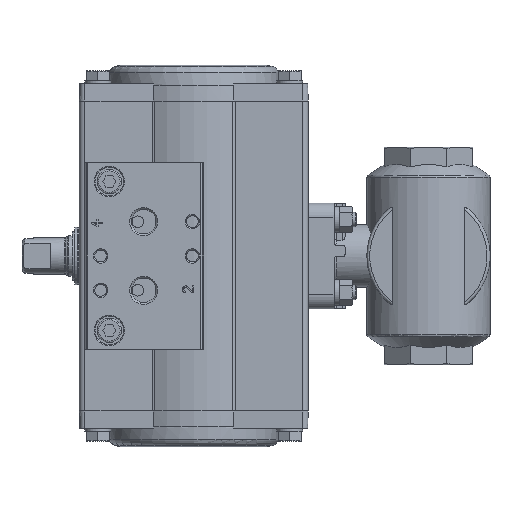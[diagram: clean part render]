
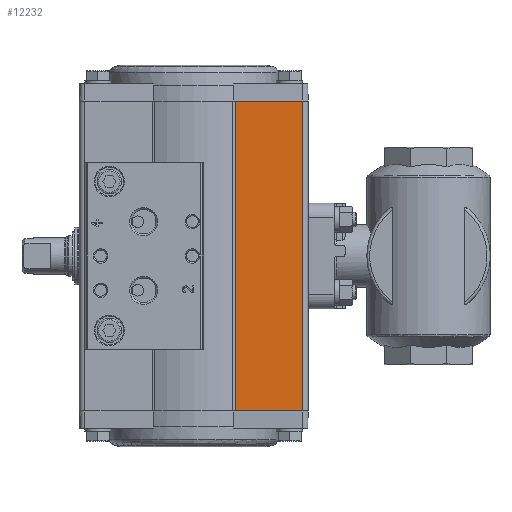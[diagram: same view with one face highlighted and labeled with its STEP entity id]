
A CAD part, left-side view. The second image highlights one B-rep face of the part: STEP entity #12232.
In plain terms, the highlighted face is planar.
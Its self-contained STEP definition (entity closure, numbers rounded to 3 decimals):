
#299=PLANE('',#13343);
#1377=LINE('',#19595,#2097);
#1402=LINE('',#19766,#2122);
#1440=LINE('',#19892,#2160);
#1441=LINE('',#19893,#2161);
#2097=VECTOR('',#15291,1000.);
#2122=VECTOR('',#15358,1000.);
#2160=VECTOR('',#15454,1000.);
#2161=VECTOR('',#15455,1000.);
#3694=ORIENTED_EDGE('',*,*,#6609,.F.);
#3695=ORIENTED_EDGE('',*,*,#6722,.F.);
#3696=ORIENTED_EDGE('',*,*,#6664,.T.);
#3697=ORIENTED_EDGE('',*,*,#6723,.T.);
#6609=EDGE_CURVE('',#8202,#8207,#1377,.T.);
#6664=EDGE_CURVE('',#8236,#8255,#1402,.T.);
#6722=EDGE_CURVE('',#8236,#8202,#1440,.T.);
#6723=EDGE_CURVE('',#8255,#8207,#1441,.T.);
#8202=VERTEX_POINT('',#19576);
#8207=VERTEX_POINT('',#19596);
#8236=VERTEX_POINT('',#19693);
#8255=VERTEX_POINT('',#19765);
#9941=EDGE_LOOP('',(#3694,#3695,#3696,#3697));
#11021=FACE_BOUND('',#9941,.T.);
#12232=ADVANCED_FACE('',(#11021),#299,.F.);
#13343=AXIS2_PLACEMENT_3D('',#19891,#15452,#15453);
#15291=DIRECTION('',(0.,-1.,0.));
#15358=DIRECTION('',(0.,-1.,0.));
#15452=DIRECTION('',(-1.,0.,0.));
#15453=DIRECTION('',(0.,0.,1.));
#15454=DIRECTION('',(0.,0.,-1.));
#15455=DIRECTION('',(0.,0.,-1.));
#19576=CARTESIAN_POINT('',(26.5,-14.552,-54.15));
#19595=CARTESIAN_POINT('',(26.5,40.,-54.15));
#19596=CARTESIAN_POINT('',(26.5,-38.,-54.15));
#19693=CARTESIAN_POINT('',(26.5,-14.552,54.15));
#19765=CARTESIAN_POINT('',(26.5,-38.,54.15));
#19766=CARTESIAN_POINT('',(26.5,40.,54.15));
#19891=CARTESIAN_POINT('',(26.5,14.552,54.15));
#19892=CARTESIAN_POINT('',(26.5,-14.552,54.15));
#19893=CARTESIAN_POINT('',(26.5,-38.,54.25));
